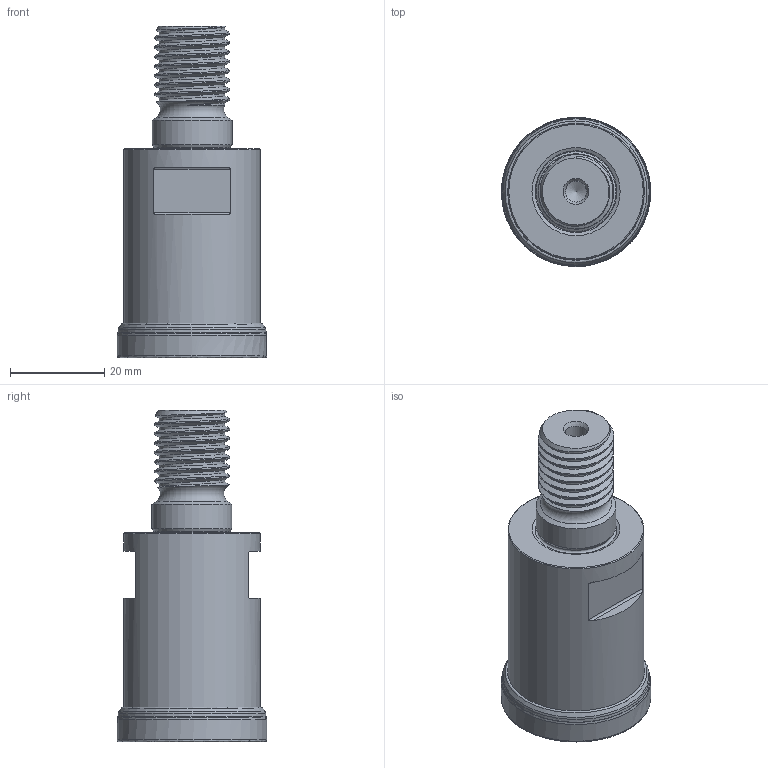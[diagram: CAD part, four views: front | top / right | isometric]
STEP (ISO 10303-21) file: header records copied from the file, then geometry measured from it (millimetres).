
FILE_DESCRIPTION(/* description */ (''),/* implementation_level */ '2;1');
FILE_NAME(/* name */ '17001189.stp',/* time_stamp */ '2024-04-19T11:42:52+09:00',/* author */ (''),/* organization */ (''),/* preprocessor_version */ 'ST-DEVELOPER v16',/* originating_system */ 'SIEMENS PLM Software NX 10.0',/* authorisation */ '');
FILE_SCHEMA (('AP203_CONFIGURATION_CONTROLLED_3D_DESIGN_OF_MECHANICAL_PARTS_AND_ASSEMBLIES_MIM_LF { 1 0 10303 403 2 1 2}'));
Length unit declared in the file: millimetre
Products named in the file (1): 10220A88584A64qr
Bounding box: 31.74 x 31.74 x 70.45 mm (x, y, z)
Volume: 32608.1 mm3; surface area: 9718.6 mm2
Topology: 1 solids, 2 shells, 63 faces, 184 edges, 147 vertices
Faces by surface type: revolution 21, cone 12, plane 11, cylinder 10, torus 7, bspline 2
Full cylindrical faces by diameter (mm): 1.5 x1, 4.5 x1, 17 x1, 29 x1
Entity records: 3672 total; most frequent: CARTESIAN_POINT 2378, DIRECTION 232, ORIENTED_EDGE 178, EDGE_LOOP 109, AXIS2_PLACEMENT_3D 95, FACE_BOUND 94, EDGE_CURVE 89, VERTEX_POINT 76
